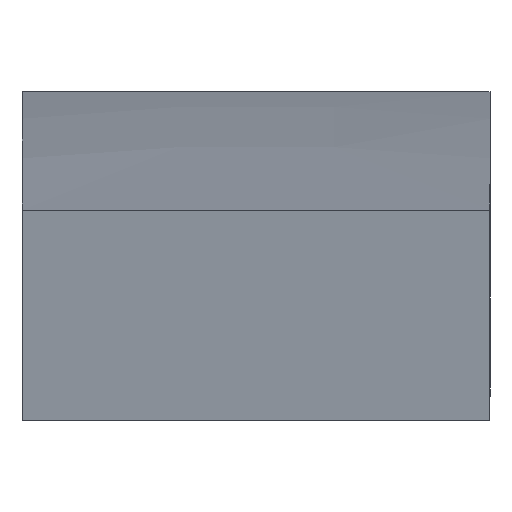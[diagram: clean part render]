
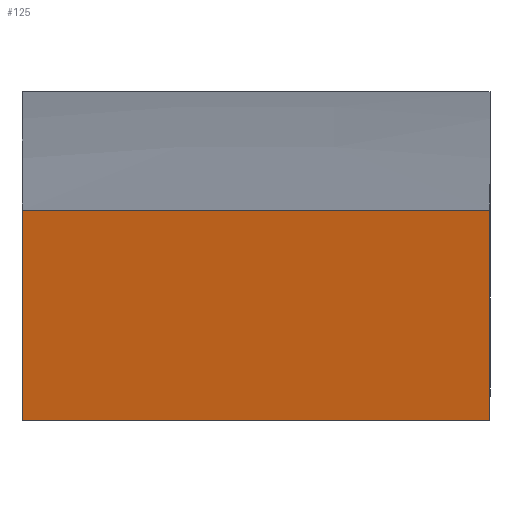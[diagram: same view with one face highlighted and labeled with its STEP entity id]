
A CAD part, left-side view. The second image highlights one B-rep face of the part: STEP entity #125.
In plain terms, the highlighted planar face has unit normal (-0.985, 0, -0.174).
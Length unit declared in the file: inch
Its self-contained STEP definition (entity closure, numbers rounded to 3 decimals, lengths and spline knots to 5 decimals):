
#19=FACE_OUTER_BOUND('',#27,.T.);
#27=EDGE_LOOP('',(#85,#86,#87,#88));
#35=LINE('',#174,#37);
#37=VECTOR('',#155,0.3937);
#39=B_SPLINE_CURVE_WITH_KNOTS('',3,(#167,#168,#169,#170,#171,#172),
 .UNSPECIFIED.,.F.,.F.,(4,2,4),(-8.68805,-4.34648,0.),
 .UNSPECIFIED.);
#40=B_SPLINE_CURVE_WITH_KNOTS('',3,(#176,#177,#178,#179,#180,#181),
 .UNSPECIFIED.,.F.,.F.,(4,2,4),(-8.69338,-4.3469,-0.00533),
 .UNSPECIFIED.);
#41=B_SPLINE_CURVE_WITH_KNOTS('',3,(#182,#183,#184,#185,#186,#187),
 .UNSPECIFIED.,.F.,.F.,(4,2,4),(-19.05,-9.525,0.),.UNSPECIFIED.);
#55=VERTEX_POINT('',#165);
#56=VERTEX_POINT('',#166);
#57=VERTEX_POINT('',#173);
#58=VERTEX_POINT('',#175);
#67=EDGE_CURVE('',#55,#56,#39,.T.);
#68=EDGE_CURVE('',#57,#55,#35,.T.);
#69=EDGE_CURVE('',#58,#57,#40,.T.);
#70=EDGE_CURVE('',#56,#58,#41,.T.);
#85=ORIENTED_EDGE('',*,*,#67,.F.);
#86=ORIENTED_EDGE('',*,*,#68,.F.);
#87=ORIENTED_EDGE('',*,*,#69,.F.);
#88=ORIENTED_EDGE('',*,*,#70,.F.);
#121=PLANE('',#147);
#125=ADVANCED_FACE('',(#19),#121,.F.);
#147=AXIS2_PLACEMENT_3D('',#164,#153,#154);
#153=DIRECTION('center_axis',(0.985,0.,0.174));
#154=DIRECTION('ref_axis',(0.174,0.,-0.985));
#155=DIRECTION('',(0.,1.,0.));
#164=CARTESIAN_POINT('Origin',(-29.22897,-4.,36.92605));
#165=CARTESIAN_POINT('',(-26.85469,7.75,23.46081));
#166=CARTESIAN_POINT('',(-27.44865,7.75,26.82934));
#167=CARTESIAN_POINT('Ctrl Pts',(-26.85469,7.75,23.46081));
#168=CARTESIAN_POINT('Ctrl Pts',(-26.95362,7.75,24.02192));
#169=CARTESIAN_POINT('Ctrl Pts',(-27.05256,7.75,24.58302));
#170=CARTESIAN_POINT('Ctrl Pts',(-27.25055,7.75,25.70586));
#171=CARTESIAN_POINT('Ctrl Pts',(-27.3496,7.75,26.2676));
#172=CARTESIAN_POINT('Ctrl Pts',(-27.44865,7.75,26.82934));
#173=CARTESIAN_POINT('',(-26.85469,0.25,23.46081));
#174=CARTESIAN_POINT('',(-26.85469,-4.,23.46081));
#175=CARTESIAN_POINT('',(-27.44865,0.25,26.82934));
#176=CARTESIAN_POINT('Ctrl Pts',(-27.44865,0.25,26.82934));
#177=CARTESIAN_POINT('Ctrl Pts',(-27.3496,0.25,26.2676));
#178=CARTESIAN_POINT('Ctrl Pts',(-27.25055,0.25,25.70586));
#179=CARTESIAN_POINT('Ctrl Pts',(-27.05256,0.25,24.58302));
#180=CARTESIAN_POINT('Ctrl Pts',(-26.95362,0.25,24.02191));
#181=CARTESIAN_POINT('Ctrl Pts',(-26.85469,0.25,23.46081));
#182=CARTESIAN_POINT('Ctrl Pts',(-27.44865,7.75,26.82934));
#183=CARTESIAN_POINT('Ctrl Pts',(-27.44865,6.5,26.82934));
#184=CARTESIAN_POINT('Ctrl Pts',(-27.44865,5.25,26.82934));
#185=CARTESIAN_POINT('Ctrl Pts',(-27.44865,2.75,26.82934));
#186=CARTESIAN_POINT('Ctrl Pts',(-27.44865,1.5,26.82934));
#187=CARTESIAN_POINT('Ctrl Pts',(-27.44865,0.25,26.82934));
